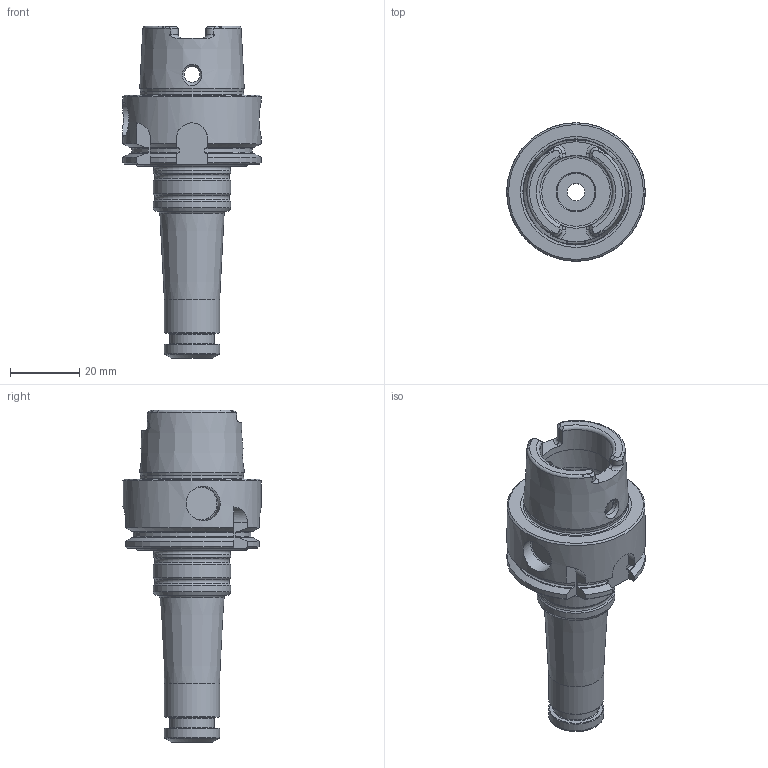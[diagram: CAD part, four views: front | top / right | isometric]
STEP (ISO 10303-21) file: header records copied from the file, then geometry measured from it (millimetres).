
FILE_DESCRIPTION(/* description */ (''),/* implementation_level */ '2;1');
FILE_NAME(/* name */ '454071040.stp',/* time_stamp */ '2021-01-08T12:24:52',/* author */ ('LRA'),/* organization */ ('REGO-FIX'),/* preprocessor_version */ ' Unknown',/* originating_system */ 'SIEMENS PLM Software Solid Edge ST10',/* authorization */ 'Unknown');
FILE_SCHEMA (('AUTOMOTIVE_DESIGN { 1 0 10303 214 2 1 1}'));
Length unit declared in the file: millimetre
Products named in the file (1): NOCUT
Bounding box: 40 x 40 x 96 mm (x, y, z)
Volume: 35098.2 mm3; surface area: 14304.7 mm2
Topology: 1 solids, 1 shells, 155 faces, 400 edges, 254 vertices
Faces by surface type: plane 49, cylinder 39, cone 37, torus 30
Full cylindrical faces by diameter (mm): 4.6 x2, 5 x1, 10 x3, 10.917 x1, 13 x2, 16 x2, 21 x2, 22.5 x3, 25.5 x1, 29.8 x1, 40 x1
Entity records: 5611 total; most frequent: CARTESIAN_POINT 1171, DIRECTION 679, ORIENTED_EDGE 632, EDGE_CURVE 316, AXIS2_PLACEMENT_3D 294, VERTEX_POINT 230, EDGE_LOOP 228, FACE_BOUND 228
